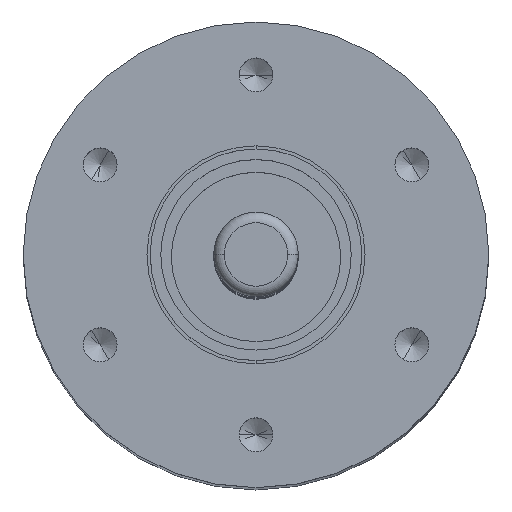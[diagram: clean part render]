
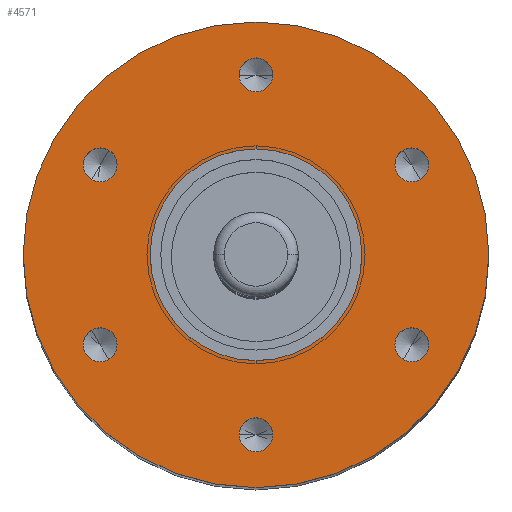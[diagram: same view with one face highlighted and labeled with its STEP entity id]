
A CAD part, top view. The second image highlights one B-rep face of the part: STEP entity #4571.
In plain terms, the highlighted planar face has unit normal (0, 0, 1).
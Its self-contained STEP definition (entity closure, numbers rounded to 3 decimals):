
#1165=CARTESIAN_POINT('',(15.046,15.038,-10.));
#1166=DIRECTION('',(0.,0.,1.));
#1167=DIRECTION('',(1.,0.,0.));
#1168=AXIS2_PLACEMENT_3D('',#1165,#1166,#1167);
#1170=CARTESIAN_POINT('',(15.046,15.038,-10.));
#1171=DIRECTION('',(0.,0.,1.));
#1172=DIRECTION('',(-1.,0.,0.));
#1173=AXIS2_PLACEMENT_3D('',#1170,#1171,#1172);
#1175=CARTESIAN_POINT('',(15.046,23.538,-10.));
#1176=DIRECTION('',(0.,0.,1.));
#1177=DIRECTION('',(-1.,0.,0.));
#1178=AXIS2_PLACEMENT_3D('',#1175,#1176,#1177);
#1180=CARTESIAN_POINT('',(15.046,23.538,-10.));
#1181=DIRECTION('',(0.,0.,1.));
#1182=DIRECTION('',(1.,0.,0.));
#1183=AXIS2_PLACEMENT_3D('',#1180,#1181,#1182);
#1185=CARTESIAN_POINT('',(7.685,19.288,-10.));
#1186=DIRECTION('',(0.,0.,1.));
#1187=DIRECTION('',(-0.5,-0.866,0.));
#1188=AXIS2_PLACEMENT_3D('',#1185,#1186,#1187);
#1190=CARTESIAN_POINT('',(7.685,19.288,-10.));
#1191=DIRECTION('',(0.,0.,1.));
#1192=DIRECTION('',(0.5,0.866,0.));
#1193=AXIS2_PLACEMENT_3D('',#1190,#1191,#1192);
#1195=CARTESIAN_POINT('',(7.685,10.788,-10.));
#1196=DIRECTION('',(0.,0.,1.));
#1197=DIRECTION('',(0.5,-0.866,0.));
#1198=AXIS2_PLACEMENT_3D('',#1195,#1196,#1197);
#1200=CARTESIAN_POINT('',(7.685,10.788,-10.));
#1201=DIRECTION('',(0.,0.,1.));
#1202=DIRECTION('',(-0.5,0.866,0.));
#1203=AXIS2_PLACEMENT_3D('',#1200,#1201,#1202);
#1205=CARTESIAN_POINT('',(15.046,6.538,-10.));
#1206=DIRECTION('',(0.,0.,1.));
#1207=DIRECTION('',(1.,0.,0.));
#1208=AXIS2_PLACEMENT_3D('',#1205,#1206,#1207);
#1210=CARTESIAN_POINT('',(15.046,6.538,-10.));
#1211=DIRECTION('',(0.,0.,1.));
#1212=DIRECTION('',(-1.,0.,0.));
#1213=AXIS2_PLACEMENT_3D('',#1210,#1211,#1212);
#1215=CARTESIAN_POINT('',(22.407,10.788,-10.));
#1216=DIRECTION('',(0.,0.,1.));
#1217=DIRECTION('',(0.5,0.866,0.));
#1218=AXIS2_PLACEMENT_3D('',#1215,#1216,#1217);
#1220=CARTESIAN_POINT('',(22.407,10.788,-10.));
#1221=DIRECTION('',(0.,0.,1.));
#1222=DIRECTION('',(-0.5,-0.866,0.));
#1223=AXIS2_PLACEMENT_3D('',#1220,#1221,#1222);
#1225=CARTESIAN_POINT('',(22.407,19.288,-10.));
#1226=DIRECTION('',(0.,0.,1.));
#1227=DIRECTION('',(-0.5,0.866,0.));
#1228=AXIS2_PLACEMENT_3D('',#1225,#1226,#1227);
#1230=CARTESIAN_POINT('',(22.407,19.288,-10.));
#1231=DIRECTION('',(0.,0.,1.));
#1232=DIRECTION('',(0.5,-0.866,0.));
#1233=AXIS2_PLACEMENT_3D('',#1230,#1231,#1232);
#1235=CARTESIAN_POINT('',(15.046,15.038,-10.));
#1236=DIRECTION('',(0.,0.,1.));
#1237=DIRECTION('',(0.,1.,0.));
#1238=AXIS2_PLACEMENT_3D('',#1235,#1236,#1237);
#1240=CARTESIAN_POINT('',(15.046,15.038,-10.));
#1241=DIRECTION('',(0.,0.,1.));
#1242=DIRECTION('',(0.,-1.,0.));
#1243=AXIS2_PLACEMENT_3D('',#1240,#1241,#1242);
#3309=CARTESIAN_POINT('',(26.046,15.038,-10.));
#3310=CARTESIAN_POINT('',(4.046,15.038,-10.));
#3311=VERTEX_POINT('',#3309);
#3312=VERTEX_POINT('',#3310);
#3323=CARTESIAN_POINT('',(14.246,23.538,-10.));
#3324=CARTESIAN_POINT('',(15.846,23.538,-10.));
#3325=VERTEX_POINT('',#3323);
#3326=VERTEX_POINT('',#3324);
#3333=CARTESIAN_POINT('',(7.285,18.595,-10.));
#3334=CARTESIAN_POINT('',(8.085,19.981,-10.));
#3335=VERTEX_POINT('',#3333);
#3336=VERTEX_POINT('',#3334);
#3343=CARTESIAN_POINT('',(8.085,10.095,-10.));
#3344=CARTESIAN_POINT('',(7.285,11.481,-10.));
#3345=VERTEX_POINT('',#3343);
#3346=VERTEX_POINT('',#3344);
#3353=CARTESIAN_POINT('',(15.846,6.538,-10.));
#3354=CARTESIAN_POINT('',(14.246,6.538,-10.));
#3355=VERTEX_POINT('',#3353);
#3356=VERTEX_POINT('',#3354);
#3363=CARTESIAN_POINT('',(22.807,11.481,-10.));
#3364=CARTESIAN_POINT('',(22.007,10.095,-10.));
#3365=VERTEX_POINT('',#3363);
#3366=VERTEX_POINT('',#3364);
#3373=CARTESIAN_POINT('',(22.007,19.981,-10.));
#3374=CARTESIAN_POINT('',(22.807,18.595,-10.));
#3375=VERTEX_POINT('',#3373);
#3376=VERTEX_POINT('',#3374);
#3389=CARTESIAN_POINT('',(15.046,20.038,-10.));
#3390=CARTESIAN_POINT('',(15.046,10.038,-10.));
#3391=VERTEX_POINT('',#3389);
#3392=VERTEX_POINT('',#3390);
#4520=CARTESIAN_POINT('',(15.046,15.038,-10.));
#4521=DIRECTION('',(0.,0.,1.));
#4522=DIRECTION('',(1.,0.,0.));
#4523=AXIS2_PLACEMENT_3D('',#4520,#4521,#4522);
#4524=PLANE('',#4523);
#4525=ORIENTED_EDGE('',*,*,#4514,.F.);
#4526=ORIENTED_EDGE('',*,*,#4500,.F.);
#4527=EDGE_LOOP('',(#4525,#4526));
#4528=FACE_OUTER_BOUND('',#4527,.F.);
#4530=ORIENTED_EDGE('',*,*,#4529,.T.);
#4532=ORIENTED_EDGE('',*,*,#4531,.T.);
#4533=EDGE_LOOP('',(#4530,#4532));
#4534=FACE_BOUND('',#4533,.F.);
#4536=ORIENTED_EDGE('',*,*,#4535,.T.);
#4538=ORIENTED_EDGE('',*,*,#4537,.T.);
#4539=EDGE_LOOP('',(#4536,#4538));
#4540=FACE_BOUND('',#4539,.F.);
#4542=ORIENTED_EDGE('',*,*,#4541,.T.);
#4544=ORIENTED_EDGE('',*,*,#4543,.T.);
#4545=EDGE_LOOP('',(#4542,#4544));
#4546=FACE_BOUND('',#4545,.F.);
#4548=ORIENTED_EDGE('',*,*,#4547,.T.);
#4550=ORIENTED_EDGE('',*,*,#4549,.T.);
#4551=EDGE_LOOP('',(#4548,#4550));
#4552=FACE_BOUND('',#4551,.F.);
#4554=ORIENTED_EDGE('',*,*,#4553,.T.);
#4556=ORIENTED_EDGE('',*,*,#4555,.T.);
#4557=EDGE_LOOP('',(#4554,#4556));
#4558=FACE_BOUND('',#4557,.F.);
#4560=ORIENTED_EDGE('',*,*,#4559,.T.);
#4562=ORIENTED_EDGE('',*,*,#4561,.T.);
#4563=EDGE_LOOP('',(#4560,#4562));
#4564=FACE_BOUND('',#4563,.F.);
#4566=ORIENTED_EDGE('',*,*,#4565,.T.);
#4568=ORIENTED_EDGE('',*,*,#4567,.T.);
#4569=EDGE_LOOP('',(#4566,#4568));
#4570=FACE_BOUND('',#4569,.F.);
#4571=ADVANCED_FACE('',(#4528,#4534,#4540,#4546,#4552,#4558,#4564,#4570),#4524,
.T.);
#1169=CIRCLE('',#1168,11.);
#1174=CIRCLE('',#1173,11.);
#1179=CIRCLE('',#1178,0.8);
#1184=CIRCLE('',#1183,0.8);
#1189=CIRCLE('',#1188,0.8);
#1194=CIRCLE('',#1193,0.8);
#1199=CIRCLE('',#1198,0.8);
#1204=CIRCLE('',#1203,0.8);
#1209=CIRCLE('',#1208,0.8);
#1214=CIRCLE('',#1213,0.8);
#1219=CIRCLE('',#1218,0.8);
#1224=CIRCLE('',#1223,0.8);
#1229=CIRCLE('',#1228,0.8);
#1234=CIRCLE('',#1233,0.8);
#1239=CIRCLE('',#1238,5.);
#1244=CIRCLE('',#1243,5.);
#4500=EDGE_CURVE('',#3312,#3311,#1174,.T.);
#4514=EDGE_CURVE('',#3311,#3312,#1169,.T.);
#4529=EDGE_CURVE('',#3325,#3326,#1179,.T.);
#4531=EDGE_CURVE('',#3326,#3325,#1184,.T.);
#4535=EDGE_CURVE('',#3335,#3336,#1189,.T.);
#4537=EDGE_CURVE('',#3336,#3335,#1194,.T.);
#4541=EDGE_CURVE('',#3345,#3346,#1199,.T.);
#4543=EDGE_CURVE('',#3346,#3345,#1204,.T.);
#4547=EDGE_CURVE('',#3355,#3356,#1209,.T.);
#4549=EDGE_CURVE('',#3356,#3355,#1214,.T.);
#4553=EDGE_CURVE('',#3365,#3366,#1219,.T.);
#4555=EDGE_CURVE('',#3366,#3365,#1224,.T.);
#4559=EDGE_CURVE('',#3375,#3376,#1229,.T.);
#4561=EDGE_CURVE('',#3376,#3375,#1234,.T.);
#4565=EDGE_CURVE('',#3391,#3392,#1239,.T.);
#4567=EDGE_CURVE('',#3392,#3391,#1244,.T.);
